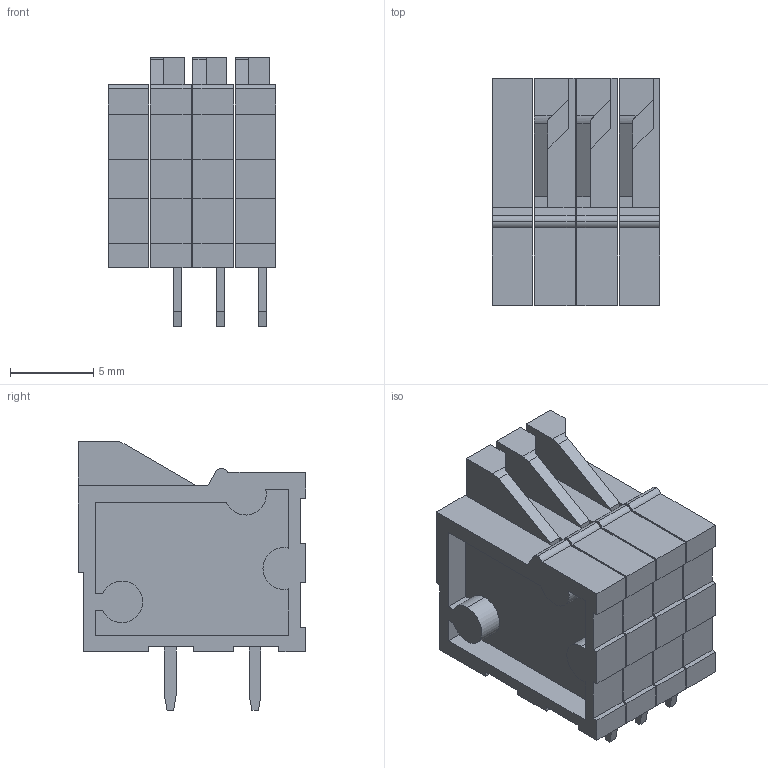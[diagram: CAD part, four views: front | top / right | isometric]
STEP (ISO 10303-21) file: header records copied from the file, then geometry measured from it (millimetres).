
FILE_DESCRIPTION (( 'STEP AP214' ), '1' );
FILE_NAME ('6819E21B-221F-44FD-B3FA-9DB230AA6CC4.STEP', '2023-12-03T18:02:36', ( '' ), ( '' ), 'SwSTEP 2.0', 'SolidWorks 2022', '' );
FILE_SCHEMA (( 'AUTOMOTIVE_DESIGN' ));
Length unit declared in the file: millimetre
Products named in the file (1): 6819E21B-221F-44FD-B3FA-9DB230AA6CC4
Bounding box: 10.06 x 13.6 x 16.1 mm (x, y, z)
Volume: 1187.7 mm3; surface area: 2055.4 mm2
Topology: 13 solids, 13 shells, 255 faces, 666 edges, 441 vertices
Faces by surface type: plane 225, cylinder 24, cone 6
Entity records: 7968 total; most frequent: CARTESIAN_POINT 1414, ORIENTED_EDGE 1332, DIRECTION 1229, EDGE_CURVE 666, LINE 597, VECTOR 597, VERTEX_POINT 441, AXIS2_PLACEMENT_3D 316
